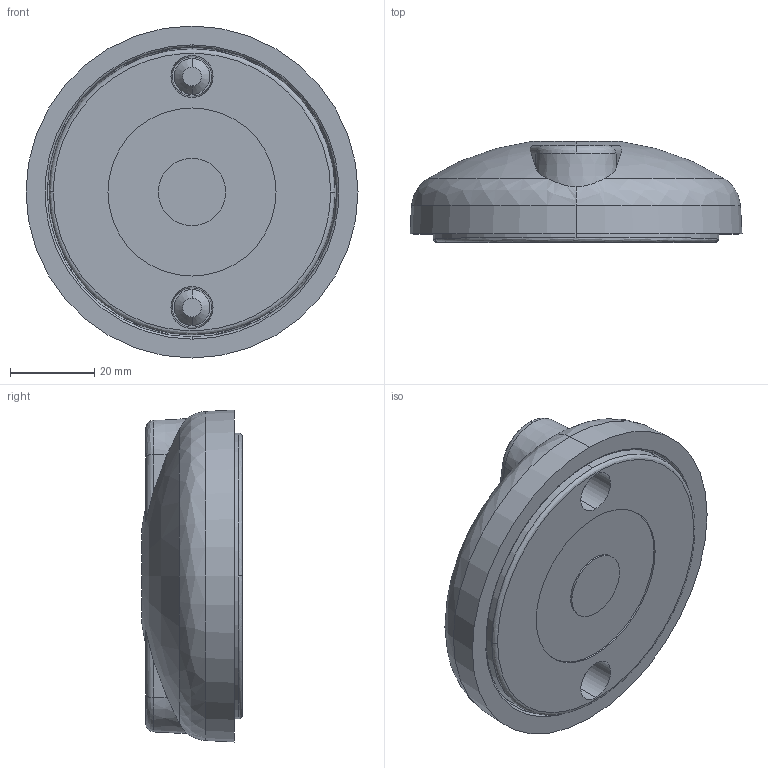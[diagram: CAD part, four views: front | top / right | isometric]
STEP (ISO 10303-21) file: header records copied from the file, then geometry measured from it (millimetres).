
FILE_DESCRIPTION (( 'STEP AP214' ), '1' );
FILE_NAME ('098c080kbzg.STEP', '2014-08-22T10:38:00', ( '' ), ( '' ), 'SwSTEP 2.0', 'SolidWorks 2014', '' );
FILE_SCHEMA (( 'AUTOMOTIVE_DESIGN' ));
Length unit declared in the file: millimetre
Products named in the file (1): 098c080kbzg
Bounding box: 79 x 24 x 79 mm (x, y, z)
Volume: 67314.7 mm3; surface area: 30845.4 mm2
Topology: 2 solids, 2 shells, 229 faces, 619 edges, 403 vertices
Faces by surface type: bspline 86, plane 60, cone 47, cylinder 36
Entity records: 12923 total; most frequent: CARTESIAN_POINT 5346, ORIENTED_EDGE 1234, DIRECTION 839, EDGE_CURVE 617, VERTEX_POINT 403, AXIS2_PLACEMENT_3D 373, B_SPLINE_CURVE_WITH_KNOTS 266, EDGE_LOOP 244
